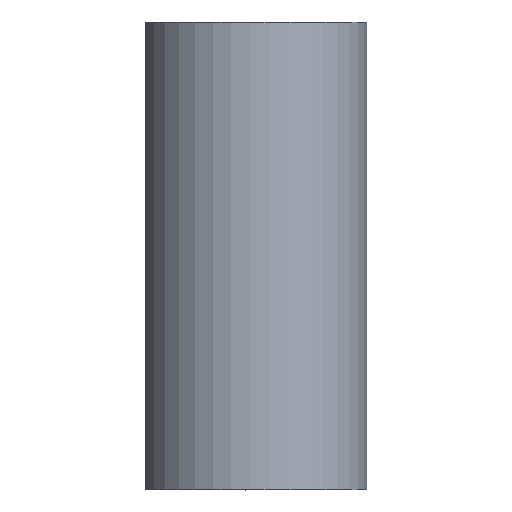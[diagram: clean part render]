
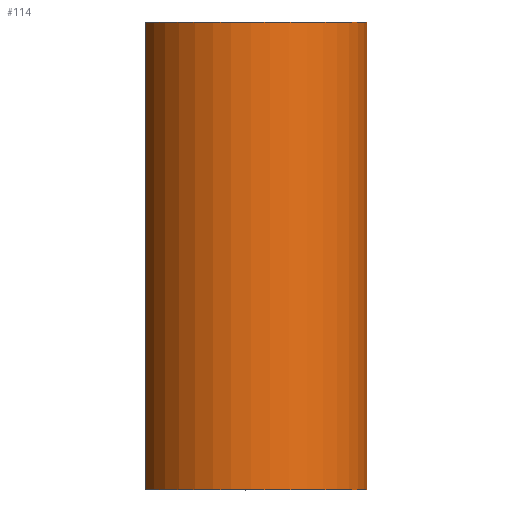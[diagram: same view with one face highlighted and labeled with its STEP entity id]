
A CAD part, top view. The second image highlights one B-rep face of the part: STEP entity #114.
In plain terms, the highlighted cylindrical face has radius 12.425 mm (diameter 24.85 mm), a partial arc.
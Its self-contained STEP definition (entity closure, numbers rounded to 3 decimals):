
#5=CARTESIAN_POINT('',(0.,0.,0.));
#6=DIRECTION('',(0.,1.,0.));
#7=DIRECTION('',(-0.93,0.,0.368));
#8=AXIS2_PLACEMENT_3D('',#5,#6,#7);
#19=DIRECTION('',(0.,1.,0.));
#20=VECTOR('',#19,50.52);
#21=CARTESIAN_POINT('',(-4.773,0.,-11.472));
#22=LINE('',#21,#20);
#23=DIRECTION('',(0.,1.,0.));
#24=VECTOR('',#23,50.52);
#25=CARTESIAN_POINT('',(-11.553,0.,4.572));
#26=LINE('',#25,#24);
#31=CARTESIAN_POINT('',(0.,50.52,0.));
#32=DIRECTION('',(0.,1.,0.));
#33=DIRECTION('',(-0.93,0.,0.368));
#34=AXIS2_PLACEMENT_3D('',#31,#32,#33);
#53=CARTESIAN_POINT('',(-4.773,0.,-11.472));
#54=CARTESIAN_POINT('',(-11.553,0.,4.572));
#55=VERTEX_POINT('',#53);
#56=VERTEX_POINT('',#54);
#61=CARTESIAN_POINT('',(-4.773,50.52,-11.472));
#62=CARTESIAN_POINT('',(-11.553,50.52,4.572));
#63=VERTEX_POINT('',#61);
#64=VERTEX_POINT('',#62);
#102=CARTESIAN_POINT('',(0.,0.,0.));
#103=DIRECTION('',(0.,1.,0.));
#104=DIRECTION('',(1.,0.,0.));
#105=AXIS2_PLACEMENT_3D('',#102,#103,#104);
#106=CYLINDRICAL_SURFACE('',#105,12.425);
#107=ORIENTED_EDGE('',*,*,#76,.F.);
#108=ORIENTED_EDGE('',*,*,#97,.T.);
#110=ORIENTED_EDGE('',*,*,#109,.T.);
#111=ORIENTED_EDGE('',*,*,#93,.F.);
#112=EDGE_LOOP('',(#107,#108,#110,#111));
#113=FACE_OUTER_BOUND('',#112,.F.);
#114=ADVANCED_FACE('',(#113),#106,.T.);
#9=CIRCLE('',#8,12.425);
#35=CIRCLE('',#34,12.425);
#76=EDGE_CURVE('',#56,#55,#9,.T.);
#93=EDGE_CURVE('',#55,#63,#22,.T.);
#97=EDGE_CURVE('',#56,#64,#26,.T.);
#109=EDGE_CURVE('',#64,#63,#35,.T.);
